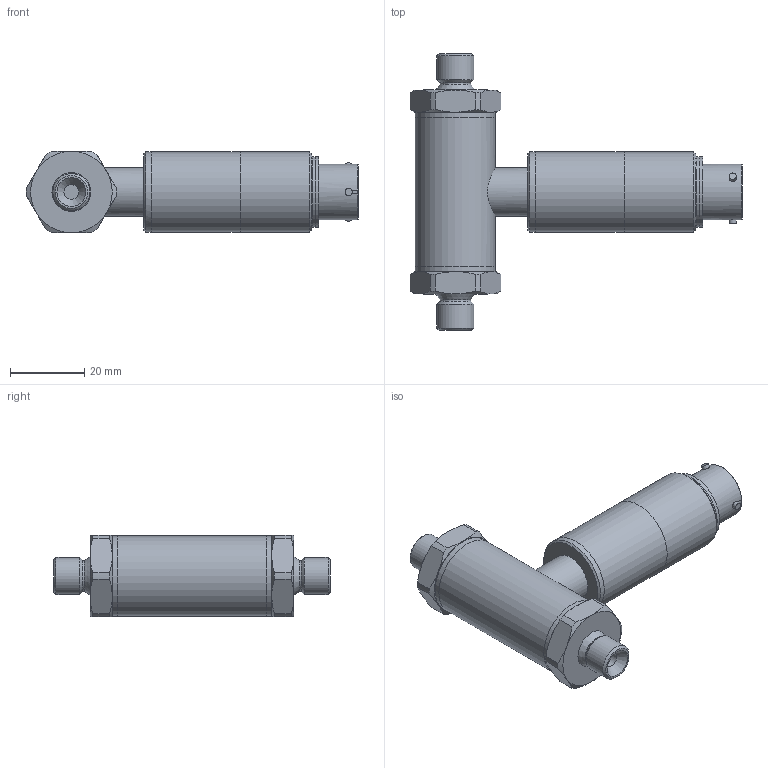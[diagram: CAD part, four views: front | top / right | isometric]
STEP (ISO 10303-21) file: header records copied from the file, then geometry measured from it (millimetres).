
FILE_DESCRIPTION (( 'STEP AP214' ), '1' );
FILE_NAME ('PDM220-19-03.STEP', '2019-10-08T09:53:31', ( '' ), ( '' ), 'SwSTEP 2.0', 'SolidWorks 2015', '' );
FILE_SCHEMA (( 'AUTOMOTIVE_DESIGN' ));
Length unit declared in the file: millimetre
Products named in the file (1): PDM220-19-03
Bounding box: 89.55 x 74.6 x 22 mm (x, y, z)
Volume: 40696.7 mm3; surface area: 10802 mm2
Topology: 1 solids, 1 shells, 222 faces, 564 edges, 368 vertices
Faces by surface type: plane 99, cylinder 49, cone 40, bspline 25, sphere 6, torus 3
Full cylindrical faces by diameter (mm): 1 x6, 2 x3, 4 x2, 10 x2, 13 x1, 15 x1, 19.05 x1, 19.1 x1, 21.6 x6
Entity records: 9524 total; most frequent: CARTESIAN_POINT 3151, ORIENTED_EDGE 984, DIRECTION 903, EDGE_CURVE 492, VERTEX_POINT 339, AXIS2_PLACEMENT_3D 329, EDGE_LOOP 289, FACE_OUTER_BOUND 248
